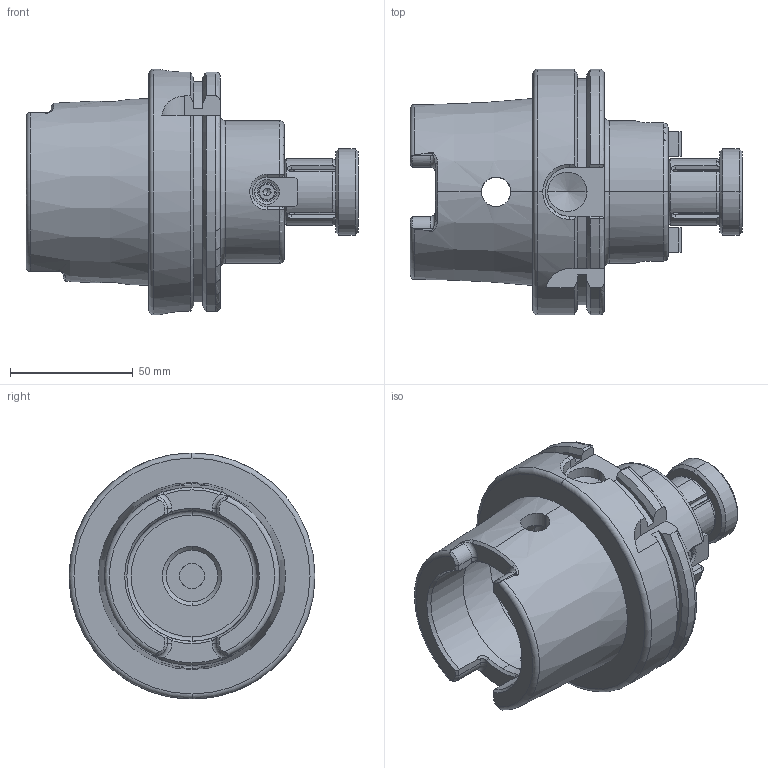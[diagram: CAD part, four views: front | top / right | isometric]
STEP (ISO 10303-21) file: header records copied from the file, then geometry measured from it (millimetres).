
FILE_DESCRIPTION (( 'STEP AP203' ), '1' );
FILE_NAME ('HSKA100 SMS27 055 D1=58 TC.STEP', '2013-05-28T09:26:34', ( 'vijayalakshmi' ), ( '' ), 'SwSTEP 2.0', 'SolidWorks 2009', '' );
FILE_SCHEMA (( 'CONFIG_CONTROL_DESIGN' ));
Length unit declared in the file: millimetre
Products named in the file (7): SMS27LS12-2; FT KEY 12 27; M4X12_DIN 912 M4 x 10 --- 10N; HSKA100 SMS27 055 D1=58 TC; SMS27LS12; SMS27LS12-1
Assembly tree (8 placements, depth 3):
  HSKA100 SMS27 055 D1=58 TC
    FT KEY 12 27  x2
    SMS27LS12
      SMS27LS12-2
      SMS27LS12-1
    M4X12_DIN 912 M4 x 10 --- 10N  x2
    HSKA100 SMS27 055 D1=58 TC
Bounding box: 135 x 100 x 100 mm (x, y, z)
Volume: 340780.5 mm3; surface area: 66513.5 mm2
Topology: 7 solids, 7 shells, 354 faces, 870 edges, 532 vertices
Faces by surface type: plane 134, cylinder 94, cone 62, torus 41, bspline 23
Entity records: 12279 total; most frequent: CARTESIAN_POINT 4391, ORIENTED_EDGE 1540, DIRECTION 1407, EDGE_CURVE 770, AXIS2_PLACEMENT_3D 548, VERTEX_POINT 475, EDGE_LOOP 337, LINE 311
